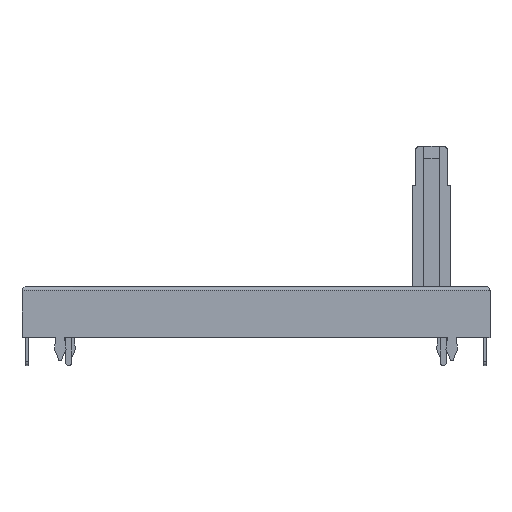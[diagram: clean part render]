
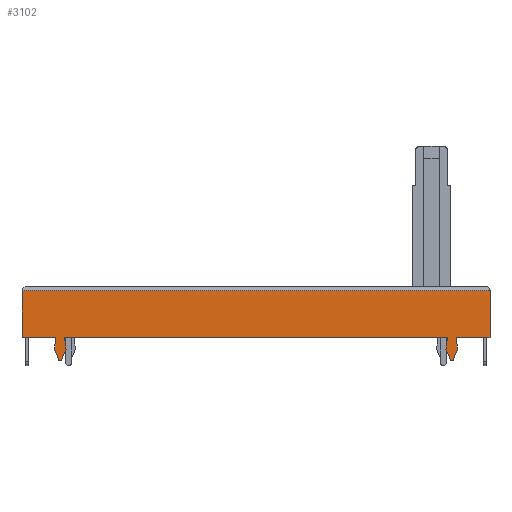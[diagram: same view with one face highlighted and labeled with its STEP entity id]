
A CAD part, top view. The second image highlights one B-rep face of the part: STEP entity #3102.
In plain terms, the highlighted planar face has unit normal (0, 0, 1).
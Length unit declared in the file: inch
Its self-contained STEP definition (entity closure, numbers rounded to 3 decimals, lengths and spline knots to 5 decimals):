
#8 = EDGE_CURVE ( 'NONE', #500, #748, #1568, .T. ) ;
#20 = DIRECTION ( 'NONE',  ( -0.38, -0.925, 0. ) ) ;
#52 = LINE ( 'NONE', #317, #236 ) ;
#82 = VERTEX_POINT ( 'NONE', #1372 ) ;
#84 = PLANE ( 'NONE',  #909 ) ;
#114 = ORIENTED_EDGE ( 'NONE', *, *, #1238, .F. ) ;
#139 = VECTOR ( 'NONE', #1645, 39.37008 ) ;
#152 = ORIENTED_EDGE ( 'NONE', *, *, #189, .T. ) ;
#189 = EDGE_CURVE ( 'NONE', #949, #1395, #606, .T. ) ;
#212 = EDGE_LOOP ( 'NONE', ( #1480, #2467, #2171, #1067, #788, #1736, #2421, #539, #114, #769, #2623, #1631, #492, #152, #1136, #1373 ) ) ;
#225 = VERTEX_POINT ( 'NONE', #466 ) ;
#233 = EDGE_CURVE ( 'NONE', #682, #2139, #2676, .T. ) ;
#236 = VECTOR ( 'NONE', #1022, 39.37008 ) ;
#238 = CARTESIAN_POINT ( 'NONE',  ( -0.95861, -0.05904, 0.17717 ) ) ;
#252 = VERTEX_POINT ( 'NONE', #2940 ) ;
#270 = DIRECTION ( 'NONE',  ( 0.134, -0.991, 0. ) ) ;
#317 = CARTESIAN_POINT ( 'NONE',  ( -1.1811, 0., 0.17717 ) ) ;
#320 = CARTESIAN_POINT ( 'NONE',  ( -1.1811, 0.25591, 0.17717 ) ) ;
#364 = CARTESIAN_POINT ( 'NONE',  ( -1.1811, 0., 0.17717 ) ) ;
#384 = CARTESIAN_POINT ( 'NONE',  ( -0.99554, -0.11317, 0.17717 ) ) ;
#386 = DIRECTION ( 'NONE',  ( 0., 0., -1. ) ) ;
#391 = VERTEX_POINT ( 'NONE', #1496 ) ;
#415 = VECTOR ( 'NONE', #1544, 39.37008 ) ;
#423 = CARTESIAN_POINT ( 'NONE',  ( 0.95861, -0.05904, 0.17717 ) ) ;
#466 = CARTESIAN_POINT ( 'NONE',  ( -1.00979, 0., 0.17717 ) ) ;
#492 = ORIENTED_EDGE ( 'NONE', *, *, #3068, .T. ) ;
#500 = VERTEX_POINT ( 'NONE', #1279 ) ;
#539 = ORIENTED_EDGE ( 'NONE', *, *, #1303, .F. ) ;
#551 = DIRECTION ( 'NONE',  ( 0., 0., -1. ) ) ;
#558 = CARTESIAN_POINT ( 'NONE',  ( 0.98819, -0.11017, 0.17717 ) ) ;
#559 = CARTESIAN_POINT ( 'NONE',  ( 1.1811, 0.25591, 0.17717 ) ) ;
#571 = VECTOR ( 'NONE', #657, 39.37008 ) ;
#606 = LINE ( 'NONE', #745, #139 ) ;
#624 = EDGE_CURVE ( 'NONE', #2289, #2687, #1813, .T. ) ;
#628 = EDGE_CURVE ( 'NONE', #1996, #225, #672, .T. ) ;
#657 = DIRECTION ( 'NONE',  ( 0.38, -0.925, 0. ) ) ;
#672 = LINE ( 'NONE', #364, #1594 ) ;
#673 = VECTOR ( 'NONE', #2350, 39.37008 ) ;
#682 = VERTEX_POINT ( 'NONE', #1842 ) ;
#707 = EDGE_CURVE ( 'NONE', #2687, #82, #1851, .T. ) ;
#719 = CARTESIAN_POINT ( 'NONE',  ( -0.98084, -0.11318, 0.17717 ) ) ;
#739 = CARTESIAN_POINT ( 'NONE',  ( 1.1811, 0., 0.17717 ) ) ;
#741 = CARTESIAN_POINT ( 'NONE',  ( -1.1811, 0., 0.17717 ) ) ;
#745 = CARTESIAN_POINT ( 'NONE',  ( 1.01766, -0.05906, 0.17717 ) ) ;
#748 = VERTEX_POINT ( 'NONE', #1903 ) ;
#769 = ORIENTED_EDGE ( 'NONE', *, *, #2331, .T. ) ;
#788 = ORIENTED_EDGE ( 'NONE', *, *, #2780, .F. ) ;
#822 = AXIS2_PLACEMENT_3D ( 'NONE', #1781, #386, #2801 ) ;
#902 = LINE ( 'NONE', #1191, #2683 ) ;
#909 = AXIS2_PLACEMENT_3D ( 'NONE', #320, #551, #2217 ) ;
#949 = VERTEX_POINT ( 'NONE', #2827 ) ;
#1022 = DIRECTION ( 'NONE',  ( 1., 0., 0. ) ) ;
#1058 = LINE ( 'NONE', #719, #2980 ) ;
#1067 = ORIENTED_EDGE ( 'NONE', *, *, #628, .T. ) ;
#1073 = CARTESIAN_POINT ( 'NONE',  ( 0.96659, 0., 0.17717 ) ) ;
#1084 = LINE ( 'NONE', #2441, #1377 ) ;
#1089 = EDGE_CURVE ( 'NONE', #2649, #1996, #1084, .T. ) ;
#1136 = ORIENTED_EDGE ( 'NONE', *, *, #1670, .T. ) ;
#1191 = CARTESIAN_POINT ( 'NONE',  ( 1.00979, 0., 0.17717 ) ) ;
#1238 = EDGE_CURVE ( 'NONE', #1397, #252, #2519, .T. ) ;
#1279 = CARTESIAN_POINT ( 'NONE',  ( 0.95861, -0.05904, 0.17717 ) ) ;
#1303 = EDGE_CURVE ( 'NONE', #252, #2289, #1058, .T. ) ;
#1331 = CARTESIAN_POINT ( 'NONE',  ( 1.01766, -0.05906, 0.17717 ) ) ;
#1372 = CARTESIAN_POINT ( 'NONE',  ( -1.01766, -0.05906, 0.17717 ) ) ;
#1373 = ORIENTED_EDGE ( 'NONE', *, *, #1488, .T. ) ;
#1376 = DIRECTION ( 'NONE',  ( -0.378, 0.926, 0. ) ) ;
#1377 = VECTOR ( 'NONE', #2670, 39.37008 ) ;
#1395 = VERTEX_POINT ( 'NONE', #1331 ) ;
#1397 = VERTEX_POINT ( 'NONE', #3018 ) ;
#1428 = DIRECTION ( 'NONE',  ( -0.132, 0.991, 0. ) ) ;
#1458 = CARTESIAN_POINT ( 'NONE',  ( -0.98084, -0.11318, 0.17717 ) ) ;
#1480 = ORIENTED_EDGE ( 'NONE', *, *, #233, .F. ) ;
#1488 = EDGE_CURVE ( 'NONE', #391, #2139, #1821, .T. ) ;
#1496 = CARTESIAN_POINT ( 'NONE',  ( 1.00979, 0., 0.17717 ) ) ;
#1536 = LINE ( 'NONE', #2867, #3040 ) ;
#1544 = DIRECTION ( 'NONE',  ( 1., 0., 0. ) ) ;
#1567 = FACE_OUTER_BOUND ( 'NONE', #212, .T. ) ;
#1568 = LINE ( 'NONE', #2812, #571 ) ;
#1594 = VECTOR ( 'NONE', #2024, 39.37008 ) ;
#1624 = DIRECTION ( 'NONE',  ( 0.132, 0.991, 0. ) ) ;
#1631 = ORIENTED_EDGE ( 'NONE', *, *, #8, .T. ) ;
#1645 = DIRECTION ( 'NONE',  ( 0.378, 0.926, 0. ) ) ;
#1670 = EDGE_CURVE ( 'NONE', #1395, #391, #902, .T. ) ;
#1736 = ORIENTED_EDGE ( 'NONE', *, *, #707, .F. ) ;
#1781 = CARTESIAN_POINT ( 'NONE',  ( -0.98819, -0.11017, 0.17717 ) ) ;
#1813 = CIRCLE ( 'NONE', #822, 0.00794 ) ;
#1821 = LINE ( 'NONE', #1956, #415 ) ;
#1842 = CARTESIAN_POINT ( 'NONE',  ( 1.1811, 0.23622, 0.17717 ) ) ;
#1851 = LINE ( 'NONE', #3041, #2433 ) ;
#1903 = CARTESIAN_POINT ( 'NONE',  ( 0.98084, -0.11318, 0.17717 ) ) ;
#1956 = CARTESIAN_POINT ( 'NONE',  ( -1.1811, 0., 0.17717 ) ) ;
#1972 = DIRECTION ( 'NONE',  ( -1., 0., 0. ) ) ;
#1996 = VERTEX_POINT ( 'NONE', #741 ) ;
#2024 = DIRECTION ( 'NONE',  ( 1., 0., 0. ) ) ;
#2063 = AXIS2_PLACEMENT_3D ( 'NONE', #558, #2937, #2726 ) ;
#2139 = VERTEX_POINT ( 'NONE', #739 ) ;
#2164 = LINE ( 'NONE', #423, #673 ) ;
#2171 = ORIENTED_EDGE ( 'NONE', *, *, #1089, .T. ) ;
#2217 = DIRECTION ( 'NONE',  ( -1., 0., 0. ) ) ;
#2289 = VERTEX_POINT ( 'NONE', #1458 ) ;
#2331 = EDGE_CURVE ( 'NONE', #1397, #2495, #52, .T. ) ;
#2347 = VECTOR ( 'NONE', #2965, 39.37008 ) ;
#2350 = DIRECTION ( 'NONE',  ( -0.134, -0.991, 0. ) ) ;
#2421 = ORIENTED_EDGE ( 'NONE', *, *, #624, .F. ) ;
#2433 = VECTOR ( 'NONE', #1376, 39.37008 ) ;
#2441 = CARTESIAN_POINT ( 'NONE',  ( -1.1811, 0.25591, 0.17717 ) ) ;
#2467 = ORIENTED_EDGE ( 'NONE', *, *, #3033, .T. ) ;
#2479 = CARTESIAN_POINT ( 'NONE',  ( -1.1811, 0.23622, 0.17717 ) ) ;
#2495 = VERTEX_POINT ( 'NONE', #1073 ) ;
#2519 = LINE ( 'NONE', #238, #2854 ) ;
#2623 = ORIENTED_EDGE ( 'NONE', *, *, #2764, .T. ) ;
#2649 = VERTEX_POINT ( 'NONE', #2785 ) ;
#2670 = DIRECTION ( 'NONE',  ( 0., -1., 0. ) ) ;
#2676 = LINE ( 'NONE', #559, #2347 ) ;
#2680 = CIRCLE ( 'NONE', #2063, 0.00794 ) ;
#2683 = VECTOR ( 'NONE', #1428, 39.37008 ) ;
#2687 = VERTEX_POINT ( 'NONE', #384 ) ;
#2726 = DIRECTION ( 'NONE',  ( 1., 0., 0. ) ) ;
#2764 = EDGE_CURVE ( 'NONE', #2495, #500, #2164, .T. ) ;
#2780 = EDGE_CURVE ( 'NONE', #82, #225, #1536, .T. ) ;
#2785 = CARTESIAN_POINT ( 'NONE',  ( -1.1811, 0.23622, 0.17717 ) ) ;
#2791 = LINE ( 'NONE', #2479, #3009 ) ;
#2801 = DIRECTION ( 'NONE',  ( -1., 0., 0. ) ) ;
#2812 = CARTESIAN_POINT ( 'NONE',  ( 0.98084, -0.11318, 0.17717 ) ) ;
#2827 = CARTESIAN_POINT ( 'NONE',  ( 0.99554, -0.11317, 0.17717 ) ) ;
#2854 = VECTOR ( 'NONE', #270, 39.37008 ) ;
#2867 = CARTESIAN_POINT ( 'NONE',  ( -1.00979, 0., 0.17717 ) ) ;
#2937 = DIRECTION ( 'NONE',  ( 0., 0., 1. ) ) ;
#2940 = CARTESIAN_POINT ( 'NONE',  ( -0.95861, -0.05904, 0.17717 ) ) ;
#2965 = DIRECTION ( 'NONE',  ( 0., -1., 0. ) ) ;
#2980 = VECTOR ( 'NONE', #20, 39.37008 ) ;
#3009 = VECTOR ( 'NONE', #1972, 39.37008 ) ;
#3018 = CARTESIAN_POINT ( 'NONE',  ( -0.96659, 0., 0.17717 ) ) ;
#3033 = EDGE_CURVE ( 'NONE', #682, #2649, #2791, .T. ) ;
#3040 = VECTOR ( 'NONE', #1624, 39.37008 ) ;
#3041 = CARTESIAN_POINT ( 'NONE',  ( -1.01766, -0.05906, 0.17717 ) ) ;
#3068 = EDGE_CURVE ( 'NONE', #748, #949, #2680, .T. ) ;
#3102 = ADVANCED_FACE ( 'NONE', ( #1567 ), #84, .F. ) ;
